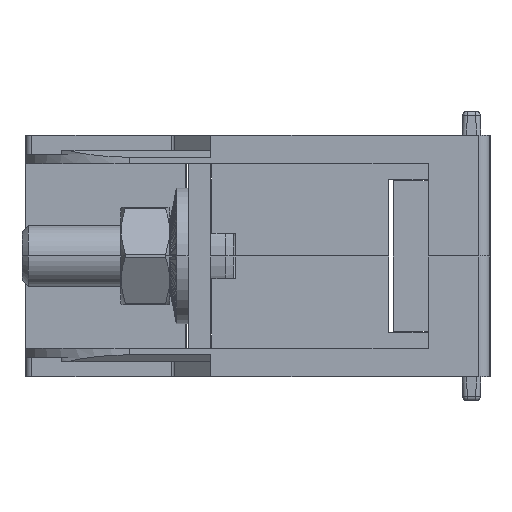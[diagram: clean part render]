
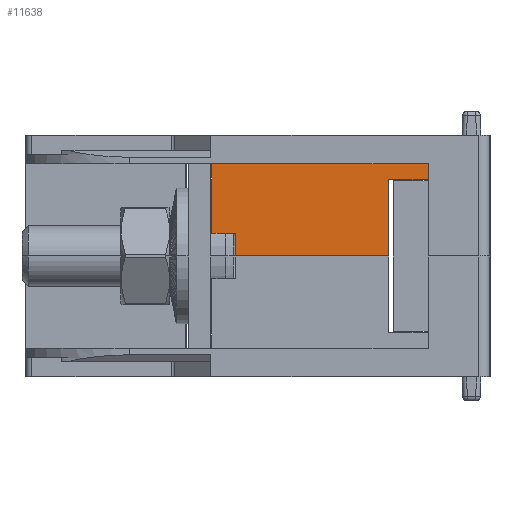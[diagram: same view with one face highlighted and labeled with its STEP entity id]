
A CAD part, left-side view. The second image highlights one B-rep face of the part: STEP entity #11638.
In plain terms, the highlighted planar face has unit normal (-1, 0, 0).
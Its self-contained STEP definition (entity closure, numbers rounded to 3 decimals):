
#10248=FACE_OUTER_BOUND('',#14631,.T.);
#11638=ADVANCED_FACE('',(#10248),#13045,.F.);
#13045=PLANE('',#36118);
#14631=EDGE_LOOP('',(#17199,#17200,#17201,#17202,#17203,#17204,#17205,#17206));
#17199=ORIENTED_EDGE('',*,*,#27282,.F.);
#17200=ORIENTED_EDGE('',*,*,#27395,.F.);
#17201=ORIENTED_EDGE('',*,*,#27396,.F.);
#17202=ORIENTED_EDGE('',*,*,#27397,.T.);
#17203=ORIENTED_EDGE('',*,*,#27380,.F.);
#17204=ORIENTED_EDGE('',*,*,#27398,.F.);
#17205=ORIENTED_EDGE('',*,*,#27399,.T.);
#17206=ORIENTED_EDGE('',*,*,#27400,.F.);
#24750=VERTEX_POINT('',#45546);
#24751=VERTEX_POINT('',#45548);
#24813=VERTEX_POINT('',#45760);
#24833=VERTEX_POINT('',#45834);
#24847=VERTEX_POINT('',#45866);
#24848=VERTEX_POINT('',#45868);
#24849=VERTEX_POINT('',#45871);
#24850=VERTEX_POINT('',#45873);
#27282=EDGE_CURVE('',#24750,#24751,#31094,.T.);
#27380=EDGE_CURVE('',#24833,#24813,#31171,.T.);
#27395=EDGE_CURVE('',#24847,#24750,#31184,.T.);
#27396=EDGE_CURVE('',#24848,#24847,#31185,.T.);
#27397=EDGE_CURVE('',#24848,#24813,#31186,.T.);
#27398=EDGE_CURVE('',#24849,#24833,#31187,.T.);
#27399=EDGE_CURVE('',#24849,#24850,#31188,.T.);
#27400=EDGE_CURVE('',#24751,#24850,#31189,.T.);
#31094=LINE('',#45547,#33600);
#31171=LINE('',#45835,#33677);
#31184=LINE('',#45865,#33690);
#31185=LINE('',#45867,#33691);
#31186=LINE('',#45869,#33692);
#31187=LINE('',#45870,#33693);
#31188=LINE('',#45872,#33694);
#31189=LINE('',#45874,#33695);
#33600=VECTOR('',#38413,1.);
#33677=VECTOR('',#38560,1.);
#33690=VECTOR('',#38581,1.);
#33691=VECTOR('',#38582,1.);
#33692=VECTOR('',#38583,1.);
#33693=VECTOR('',#38584,1.);
#33694=VECTOR('',#38585,1.);
#33695=VECTOR('',#38586,1.);
#36118=AXIS2_PLACEMENT_3D('',#45875,#38587,#38588);
#38413=DIRECTION('',(0.,1.,0.));
#38560=DIRECTION('',(0.,-1.,0.));
#38581=DIRECTION('',(0.,0.,-1.));
#38582=DIRECTION('',(0.,1.,0.));
#38583=DIRECTION('',(0.,0.,1.));
#38584=DIRECTION('',(0.,0.,1.));
#38585=DIRECTION('',(0.,-1.,0.));
#38586=DIRECTION('',(0.,0.,1.));
#38587=DIRECTION('',(1.,0.,0.));
#38588=DIRECTION('',(0.,1.,0.));
#45546=CARTESIAN_POINT('',(-32.5,7.4,16.));
#45547=CARTESIAN_POINT('',(-32.5,7.4,16.));
#45548=CARTESIAN_POINT('',(-32.5,27.7,16.));
#45760=CARTESIAN_POINT('',(-32.5,2.2,28.2));
#45834=CARTESIAN_POINT('',(-32.5,30.85,28.2));
#45835=CARTESIAN_POINT('',(-32.5,30.85,28.2));
#45865=CARTESIAN_POINT('',(-32.5,7.4,26.1));
#45866=CARTESIAN_POINT('',(-32.5,7.4,26.1));
#45867=CARTESIAN_POINT('',(-32.5,2.2,26.1));
#45868=CARTESIAN_POINT('',(-32.5,2.2,26.1));
#45869=CARTESIAN_POINT('',(-32.5,2.2,26.1));
#45870=CARTESIAN_POINT('',(-32.5,30.85,19.));
#45871=CARTESIAN_POINT('',(-32.5,30.85,19.));
#45872=CARTESIAN_POINT('',(-32.5,30.85,19.));
#45873=CARTESIAN_POINT('',(-32.5,27.7,19.));
#45874=CARTESIAN_POINT('',(-32.5,27.7,16.));
#45875=CARTESIAN_POINT('',(-32.5,55.5,16.));
